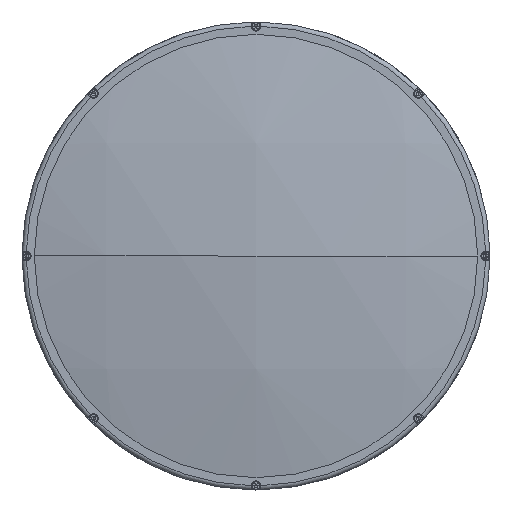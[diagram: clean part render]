
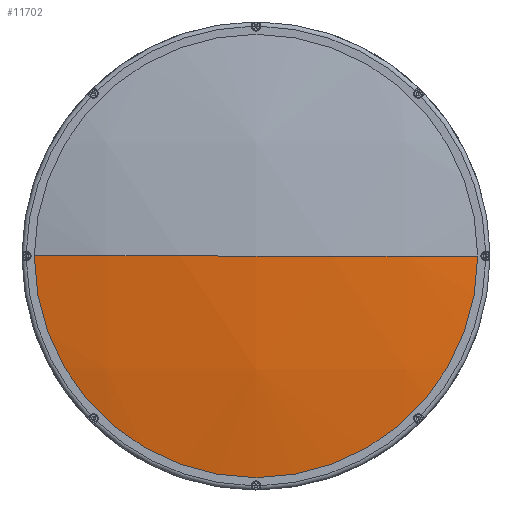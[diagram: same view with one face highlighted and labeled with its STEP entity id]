
A CAD part, left-side view. The second image highlights one B-rep face of the part: STEP entity #11702.
In plain terms, the highlighted spherical face has radius 786 mm.
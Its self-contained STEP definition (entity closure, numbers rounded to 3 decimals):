
#448 = DIRECTION ( 'NONE',  ( 0., 1., 0. ) ) ;
#745 = EDGE_CURVE ( 'NONE', #8757, #13064, #13838, .T. ) ;
#1557 = DIRECTION ( 'NONE',  ( 0., 0., 1. ) ) ;
#2479 = CARTESIAN_POINT ( 'NONE',  ( -703.698, 154.5, 0. ) ) ;
#2745 = CARTESIAN_POINT ( 'NONE',  ( 66.968, 0., 0. ) ) ;
#3241 = DIRECTION ( 'NONE',  ( 0., 0., 1. ) ) ;
#3397 = CARTESIAN_POINT ( 'NONE',  ( -719.032, 0., 0. ) ) ;
#4449 = EDGE_LOOP ( 'NONE', ( #4892, #7093, #11163 ) ) ;
#4456 = VERTEX_POINT ( 'NONE', #3397 ) ;
#4760 = CIRCLE ( 'NONE', #6526, 786. ) ;
#4788 = DIRECTION ( 'NONE',  ( 0., 0., -1. ) ) ;
#4892 = ORIENTED_EDGE ( 'NONE', *, *, #745, .T. ) ;
#5268 = AXIS2_PLACEMENT_3D ( 'NONE', #12955, #9758, #3241 ) ;
#6331 = AXIS2_PLACEMENT_3D ( 'NONE', #2745, #8096, #12464 ) ;
#6526 = AXIS2_PLACEMENT_3D ( 'NONE', #11099, #4788, #448 ) ;
#7093 = ORIENTED_EDGE ( 'NONE', *, *, #11469, .T. ) ;
#7517 = CIRCLE ( 'NONE', #11994, 786. ) ;
#8096 = DIRECTION ( 'NONE',  ( 0., 0., -1. ) ) ;
#8167 = SPHERICAL_SURFACE ( 'NONE', #6331, 786. ) ;
#8757 = VERTEX_POINT ( 'NONE', #2479 ) ;
#9202 = FACE_OUTER_BOUND ( 'NONE', #4449, .T. ) ;
#9745 = DIRECTION ( 'NONE',  ( 0., -1., 0. ) ) ;
#9758 = DIRECTION ( 'NONE',  ( -1., 0., 0. ) ) ;
#9998 = EDGE_CURVE ( 'NONE', #8757, #4456, #7517, .T. ) ;
#10613 = CARTESIAN_POINT ( 'NONE',  ( -703.698, -154.5, 0. ) ) ;
#11099 = CARTESIAN_POINT ( 'NONE',  ( 66.968, 0., 0. ) ) ;
#11160 = CARTESIAN_POINT ( 'NONE',  ( 66.968, 0., 0. ) ) ;
#11163 = ORIENTED_EDGE ( 'NONE', *, *, #9998, .F. ) ;
#11469 = EDGE_CURVE ( 'NONE', #13064, #4456, #4760, .T. ) ;
#11702 = ADVANCED_FACE ( 'NONE', ( #9202 ), #8167, .T. ) ;
#11994 = AXIS2_PLACEMENT_3D ( 'NONE', #11160, #1557, #9745 ) ;
#12464 = DIRECTION ( 'NONE',  ( 0., 1., 0. ) ) ;
#12955 = CARTESIAN_POINT ( 'NONE',  ( -703.698, 0., 0. ) ) ;
#13064 = VERTEX_POINT ( 'NONE', #10613 ) ;
#13838 = CIRCLE ( 'NONE', #5268, 154.5 ) ;
